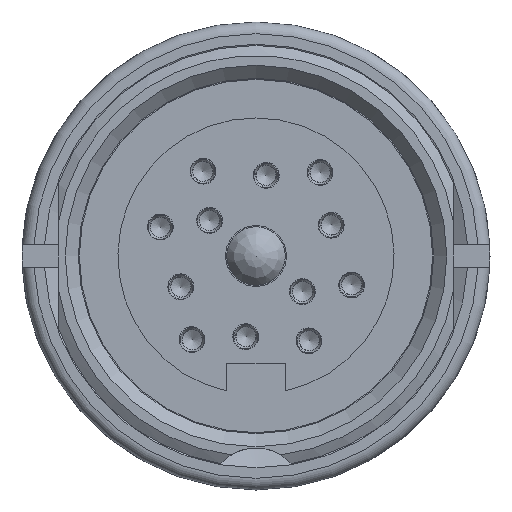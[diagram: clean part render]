
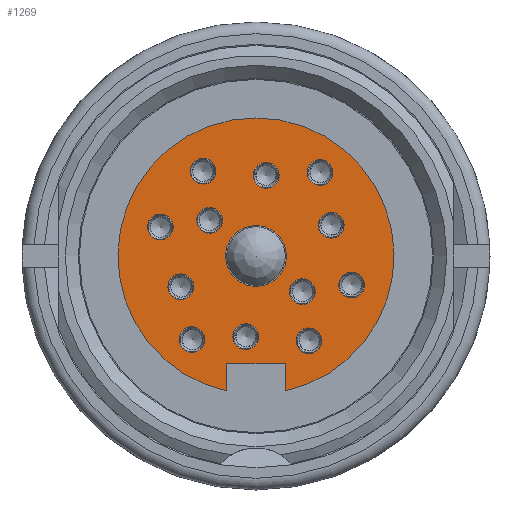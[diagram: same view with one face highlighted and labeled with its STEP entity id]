
A CAD part, left-side view. The second image highlights one B-rep face of the part: STEP entity #1269.
In plain terms, the highlighted planar face has unit normal (-1, 0, 0).
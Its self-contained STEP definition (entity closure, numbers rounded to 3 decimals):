
#587=FACE_BOUND('',#2033,.T.);
#588=FACE_BOUND('',#2034,.T.);
#589=FACE_BOUND('',#2035,.T.);
#590=FACE_BOUND('',#2036,.T.);
#591=FACE_BOUND('',#2037,.T.);
#592=FACE_BOUND('',#2038,.T.);
#593=FACE_BOUND('',#2039,.T.);
#594=FACE_BOUND('',#2040,.T.);
#595=FACE_BOUND('',#2041,.T.);
#596=FACE_BOUND('',#2042,.T.);
#597=FACE_BOUND('',#2043,.T.);
#598=FACE_BOUND('',#2044,.T.);
#599=FACE_BOUND('',#2045,.T.);
#600=FACE_BOUND('',#2046,.T.);
#746=PLANE('',#5571);
#1269=ADVANCED_FACE('',(#587,#588,#589,#590,#591,#592,#593,#594,#595,#596,
#597,#598,#599,#600),#746,.T.);
#2033=EDGE_LOOP('',(#3433));
#2034=EDGE_LOOP('',(#3434));
#2035=EDGE_LOOP('',(#3435));
#2036=EDGE_LOOP('',(#3436));
#2037=EDGE_LOOP('',(#3437));
#2038=EDGE_LOOP('',(#3438,#3439,#3440,#3441));
#2039=EDGE_LOOP('',(#3442));
#2040=EDGE_LOOP('',(#3443));
#2041=EDGE_LOOP('',(#3444));
#2042=EDGE_LOOP('',(#3445));
#2043=EDGE_LOOP('',(#3446));
#2044=EDGE_LOOP('',(#3447));
#2045=EDGE_LOOP('',(#3448));
#2046=EDGE_LOOP('',(#3449));
#2156=LINE('',#9836,#2258);
#2157=LINE('',#9839,#2259);
#2158=LINE('',#9841,#2260);
#2258=VECTOR('',#6964,1.);
#2259=VECTOR('',#6965,1.);
#2260=VECTOR('',#6966,1.);
#3433=ORIENTED_EDGE('',*,*,#4608,.F.);
#3434=ORIENTED_EDGE('',*,*,#4607,.F.);
#3435=ORIENTED_EDGE('',*,*,#4606,.F.);
#3436=ORIENTED_EDGE('',*,*,#4605,.F.);
#3437=ORIENTED_EDGE('',*,*,#4604,.F.);
#3438=ORIENTED_EDGE('',*,*,#4609,.F.);
#3439=ORIENTED_EDGE('',*,*,#4610,.F.);
#3440=ORIENTED_EDGE('',*,*,#4611,.F.);
#3441=ORIENTED_EDGE('',*,*,#4612,.F.);
#3442=ORIENTED_EDGE('',*,*,#4603,.T.);
#3443=ORIENTED_EDGE('',*,*,#4602,.F.);
#3444=ORIENTED_EDGE('',*,*,#4601,.F.);
#3445=ORIENTED_EDGE('',*,*,#4600,.F.);
#3446=ORIENTED_EDGE('',*,*,#4599,.F.);
#3447=ORIENTED_EDGE('',*,*,#4598,.F.);
#3448=ORIENTED_EDGE('',*,*,#4597,.F.);
#3449=ORIENTED_EDGE('',*,*,#4596,.F.);
#3979=VERTEX_POINT('',#9798);
#3980=VERTEX_POINT('',#9801);
#3981=VERTEX_POINT('',#9804);
#3982=VERTEX_POINT('',#9807);
#3983=VERTEX_POINT('',#9810);
#3984=VERTEX_POINT('',#9813);
#3985=VERTEX_POINT('',#9816);
#3986=VERTEX_POINT('',#9819);
#3987=VERTEX_POINT('',#9822);
#3988=VERTEX_POINT('',#9825);
#3989=VERTEX_POINT('',#9828);
#3990=VERTEX_POINT('',#9831);
#3991=VERTEX_POINT('',#9834);
#3992=VERTEX_POINT('',#9837);
#3993=VERTEX_POINT('',#9838);
#3994=VERTEX_POINT('',#9840);
#3995=VERTEX_POINT('',#9842);
#4596=EDGE_CURVE('',#3979,#3979,#4905,.T.);
#4597=EDGE_CURVE('',#3980,#3980,#4906,.T.);
#4598=EDGE_CURVE('',#3981,#3981,#4907,.T.);
#4599=EDGE_CURVE('',#3982,#3982,#4908,.T.);
#4600=EDGE_CURVE('',#3983,#3983,#4909,.T.);
#4601=EDGE_CURVE('',#3984,#3984,#4910,.T.);
#4602=EDGE_CURVE('',#3985,#3985,#4911,.T.);
#4603=EDGE_CURVE('',#3986,#3986,#4912,.T.);
#4604=EDGE_CURVE('',#3987,#3987,#4913,.T.);
#4605=EDGE_CURVE('',#3988,#3988,#4914,.T.);
#4606=EDGE_CURVE('',#3989,#3989,#4915,.T.);
#4607=EDGE_CURVE('',#3990,#3990,#4916,.T.);
#4608=EDGE_CURVE('',#3991,#3991,#4917,.T.);
#4609=EDGE_CURVE('',#3992,#3993,#2156,.T.);
#4610=EDGE_CURVE('',#3994,#3992,#2157,.T.);
#4611=EDGE_CURVE('',#3995,#3994,#2158,.T.);
#4612=EDGE_CURVE('',#3993,#3995,#4918,.T.);
#4905=CIRCLE('',#5544,0.55);
#4906=CIRCLE('',#5546,0.55);
#4907=CIRCLE('',#5548,0.55);
#4908=CIRCLE('',#5550,0.55);
#4909=CIRCLE('',#5552,0.55);
#4910=CIRCLE('',#5554,0.55);
#4911=CIRCLE('',#5556,0.55);
#4912=CIRCLE('',#5558,1.3);
#4913=CIRCLE('',#5560,0.55);
#4914=CIRCLE('',#5562,0.55);
#4915=CIRCLE('',#5564,0.55);
#4916=CIRCLE('',#5566,0.55);
#4917=CIRCLE('',#5568,0.55);
#4918=CIRCLE('',#5570,5.9);
#5544=AXIS2_PLACEMENT_3D('',#9797,#6912,#6913);
#5546=AXIS2_PLACEMENT_3D('',#9800,#6916,#6917);
#5548=AXIS2_PLACEMENT_3D('',#9803,#6920,#6921);
#5550=AXIS2_PLACEMENT_3D('',#9806,#6924,#6925);
#5552=AXIS2_PLACEMENT_3D('',#9809,#6928,#6929);
#5554=AXIS2_PLACEMENT_3D('',#9812,#6932,#6933);
#5556=AXIS2_PLACEMENT_3D('',#9815,#6936,#6937);
#5558=AXIS2_PLACEMENT_3D('',#9818,#6940,#6941);
#5560=AXIS2_PLACEMENT_3D('',#9821,#6944,#6945);
#5562=AXIS2_PLACEMENT_3D('',#9824,#6948,#6949);
#5564=AXIS2_PLACEMENT_3D('',#9827,#6952,#6953);
#5566=AXIS2_PLACEMENT_3D('',#9830,#6956,#6957);
#5568=AXIS2_PLACEMENT_3D('',#9833,#6960,#6961);
#5570=AXIS2_PLACEMENT_3D('',#9843,#6967,#6968);
#5571=AXIS2_PLACEMENT_3D('',#9844,#6969,#6970);
#6912=DIRECTION('',(-1.,0.,0.));
#6913=DIRECTION('',(0.,-0.609,0.793));
#6916=DIRECTION('',(-1.,0.,0.));
#6917=DIRECTION('',(0.,-0.609,0.793));
#6920=DIRECTION('',(-1.,0.,0.));
#6921=DIRECTION('',(0.,-0.609,0.793));
#6924=DIRECTION('',(-1.,0.,0.));
#6925=DIRECTION('',(0.,-0.609,0.793));
#6928=DIRECTION('',(-1.,0.,0.));
#6929=DIRECTION('',(0.,-0.609,0.793));
#6932=DIRECTION('',(-1.,0.,0.));
#6933=DIRECTION('',(0.,-0.609,0.793));
#6936=DIRECTION('',(-1.,0.,0.));
#6937=DIRECTION('',(0.,-0.609,0.793));
#6940=DIRECTION('',(1.,0.,0.));
#6941=DIRECTION('',(0.,0.609,-0.793));
#6944=DIRECTION('',(-1.,0.,0.));
#6945=DIRECTION('',(0.,-0.609,0.793));
#6948=DIRECTION('',(-1.,0.,0.));
#6949=DIRECTION('',(0.,-0.609,0.793));
#6952=DIRECTION('',(-1.,0.,0.));
#6953=DIRECTION('',(0.,-0.609,0.793));
#6956=DIRECTION('',(-1.,0.,0.));
#6957=DIRECTION('',(0.,-0.609,0.793));
#6960=DIRECTION('',(-1.,0.,0.));
#6961=DIRECTION('',(0.,-0.609,0.793));
#6964=DIRECTION('',(0.,0.,-1.));
#6965=DIRECTION('',(0.,1.,0.));
#6966=DIRECTION('',(0.,0.,1.));
#6967=DIRECTION('',(1.,0.,0.));
#6968=DIRECTION('',(0.,0.609,-0.793));
#6969=DIRECTION('',(-1.,0.,0.));
#6970=DIRECTION('',(0.,-0.609,0.793));
#9797=CARTESIAN_POINT('',(2.3,2.739,-3.57));
#9798=CARTESIAN_POINT('',(2.3,2.405,-3.134));
#9800=CARTESIAN_POINT('',(2.3,-2.26,-3.625));
#9801=CARTESIAN_POINT('',(2.3,-2.595,-3.189));
#9803=CARTESIAN_POINT('',(2.3,-1.983,-1.522));
#9804=CARTESIAN_POINT('',(2.3,-2.318,-1.086));
#9806=CARTESIAN_POINT('',(2.3,-4.087,-1.245));
#9807=CARTESIAN_POINT('',(2.3,-4.421,-0.809));
#9809=CARTESIAN_POINT('',(2.3,-2.739,3.57));
#9810=CARTESIAN_POINT('',(2.3,-3.074,4.006));
#9812=CARTESIAN_POINT('',(2.3,-3.215,1.315));
#9813=CARTESIAN_POINT('',(2.3,-3.549,1.751));
#9815=CARTESIAN_POINT('',(2.3,0.438,-3.445));
#9816=CARTESIAN_POINT('',(2.3,0.103,-3.009));
#9818=CARTESIAN_POINT('',(2.3,0.,0.));
#9819=CARTESIAN_POINT('',(2.3,0.791,-1.031));
#9821=CARTESIAN_POINT('',(2.3,4.087,1.245));
#9822=CARTESIAN_POINT('',(2.3,3.752,1.681));
#9824=CARTESIAN_POINT('',(2.3,1.983,1.522));
#9825=CARTESIAN_POINT('',(2.3,1.649,1.958));
#9827=CARTESIAN_POINT('',(2.3,2.26,3.625));
#9828=CARTESIAN_POINT('',(2.3,1.925,4.061));
#9830=CARTESIAN_POINT('',(2.3,-0.438,3.445));
#9831=CARTESIAN_POINT('',(2.3,-0.773,3.882));
#9833=CARTESIAN_POINT('',(2.3,3.215,-1.315));
#9834=CARTESIAN_POINT('',(2.3,2.88,-0.878));
#9836=CARTESIAN_POINT('',(2.3,1.25,-4.6));
#9837=CARTESIAN_POINT('',(2.3,1.25,-4.6));
#9838=CARTESIAN_POINT('',(2.3,1.25,-5.766));
#9839=CARTESIAN_POINT('',(2.3,-1.25,-4.6));
#9840=CARTESIAN_POINT('',(2.3,-1.25,-4.6));
#9841=CARTESIAN_POINT('',(2.3,-1.25,-5.766));
#9842=CARTESIAN_POINT('',(2.3,-1.25,-5.766));
#9843=CARTESIAN_POINT('',(2.3,0.,0.));
#9844=CARTESIAN_POINT('',(2.3,0.,0.));
